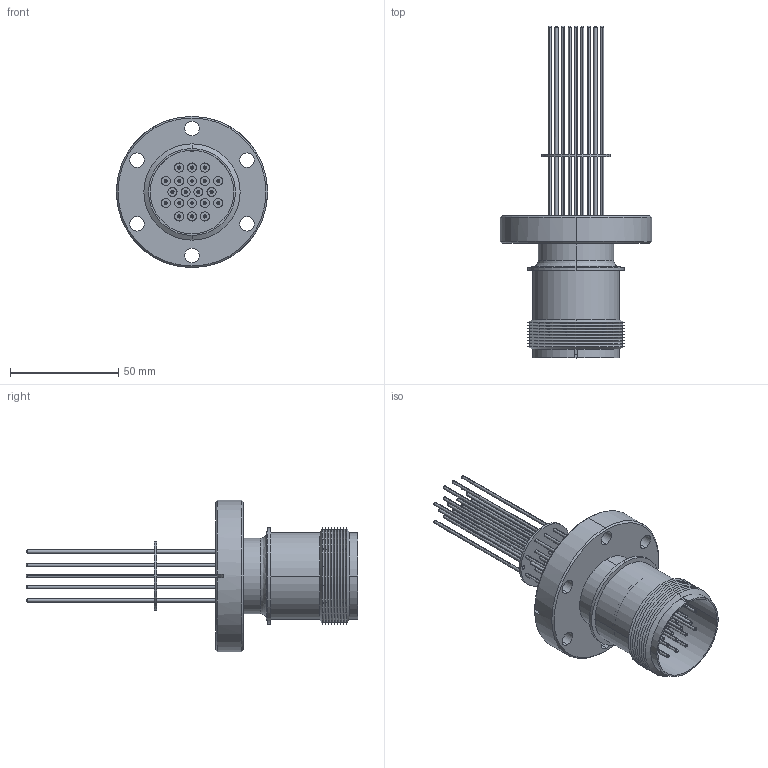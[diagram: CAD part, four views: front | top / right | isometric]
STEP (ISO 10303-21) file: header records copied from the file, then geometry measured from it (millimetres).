
FILE_DESCRIPTION (( 'STEP AP203' ), '1' );
FILE_NAME ('A0206-4-CF.STEP', '2013-03-13T14:54:29', ( '' ), ( '' ), 'SwSTEP 2.0', 'SolidWorks 2012', '' );
FILE_SCHEMA (( 'CONFIG_CONTROL_DESIGN' ));
Length unit declared in the file: inch
Products named in the file (1): A0206-4-CF
Bounding box: 69.85 x 153.29 x 69.85 mm (x, y, z)
Volume: 51879.5 mm3; surface area: 49403.7 mm2
Topology: 1 solids, 1 shells, 584 faces, 1375 edges, 902 vertices
Faces by surface type: cylinder 287, plane 130, bspline 124, cone 43
Entity records: 18761 total; most frequent: CARTESIAN_POINT 5148, DIRECTION 3019, ORIENTED_EDGE 2750, EDGE_CURVE 1375, AXIS2_PLACEMENT_3D 1325, VERTEX_POINT 902, CIRCLE 864, EDGE_LOOP 747
